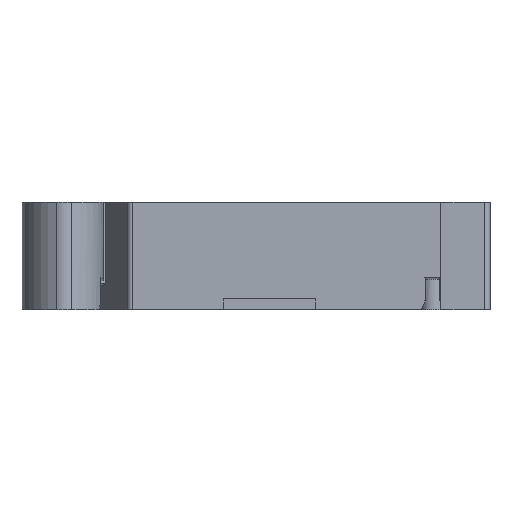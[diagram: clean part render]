
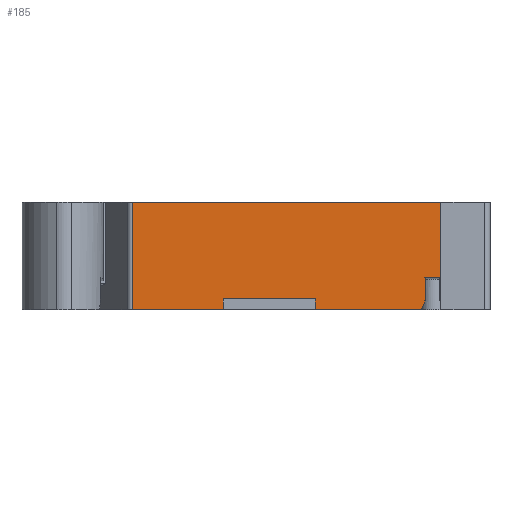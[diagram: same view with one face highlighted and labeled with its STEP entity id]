
A CAD part, front view. The second image highlights one B-rep face of the part: STEP entity #185.
In plain terms, the highlighted planar face has unit normal (0, -1, 0).
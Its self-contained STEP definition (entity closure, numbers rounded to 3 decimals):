
#185=ADVANCED_FACE('',(#394),#307,.T.);
#307=PLANE('',#2559);
#394=FACE_OUTER_BOUND('',#519,.T.);
#519=EDGE_LOOP('',(#762,#763,#764,#765,#766,#767,#768,#769,#770,#771,#772,
#773,#774,#775));
#762=ORIENTED_EDGE('',*,*,#1658,.T.);
#763=ORIENTED_EDGE('',*,*,#1706,.T.);
#764=ORIENTED_EDGE('',*,*,#1707,.F.);
#765=ORIENTED_EDGE('',*,*,#1708,.F.);
#766=ORIENTED_EDGE('',*,*,#1616,.T.);
#767=ORIENTED_EDGE('',*,*,#1665,.T.);
#768=ORIENTED_EDGE('',*,*,#1709,.T.);
#769=ORIENTED_EDGE('',*,*,#1674,.F.);
#770=ORIENTED_EDGE('',*,*,#1613,.T.);
#771=ORIENTED_EDGE('',*,*,#1710,.T.);
#772=ORIENTED_EDGE('',*,*,#1711,.F.);
#773=ORIENTED_EDGE('',*,*,#1712,.T.);
#774=ORIENTED_EDGE('',*,*,#1713,.F.);
#775=ORIENTED_EDGE('',*,*,#1714,.T.);
#1370=VERTEX_POINT('',#3467);
#1371=VERTEX_POINT('',#3469);
#1372=VERTEX_POINT('',#3472);
#1373=VERTEX_POINT('',#3474);
#1414=VERTEX_POINT('',#3556);
#1415=VERTEX_POINT('',#3558);
#1420=VERTEX_POINT('',#3571);
#1429=VERTEX_POINT('',#3592);
#1451=VERTEX_POINT('',#3655);
#1452=VERTEX_POINT('',#3659);
#1453=VERTEX_POINT('',#3663);
#1454=VERTEX_POINT('',#3665);
#1455=VERTEX_POINT('',#3667);
#1456=VERTEX_POINT('',#3669);
#1613=EDGE_CURVE('',#1371,#1370,#1975,.T.);
#1616=EDGE_CURVE('',#1373,#1372,#1978,.T.);
#1658=EDGE_CURVE('',#1415,#1414,#2004,.T.);
#1665=EDGE_CURVE('',#1372,#1420,#2011,.T.);
#1674=EDGE_CURVE('',#1371,#1429,#2020,.T.);
#1706=EDGE_CURVE('',#1414,#1451,#2049,.T.);
#1707=EDGE_CURVE('',#1452,#1451,#2050,.T.);
#1708=EDGE_CURVE('',#1373,#1452,#2051,.T.);
#1709=EDGE_CURVE('',#1420,#1429,#2052,.T.);
#1710=EDGE_CURVE('',#1370,#1453,#2053,.T.);
#1711=EDGE_CURVE('',#1454,#1453,#2054,.T.);
#1712=EDGE_CURVE('',#1454,#1455,#2055,.T.);
#1713=EDGE_CURVE('',#1456,#1455,#2056,.T.);
#1714=EDGE_CURVE('',#1456,#1415,#2057,.T.);
#1975=LINE('',#3468,#2255);
#1978=LINE('',#3473,#2258);
#2004=LINE('',#3557,#2284);
#2011=LINE('',#3572,#2291);
#2020=LINE('',#3591,#2300);
#2049=LINE('',#3656,#2329);
#2050=LINE('',#3658,#2330);
#2051=LINE('',#3660,#2331);
#2052=LINE('',#3661,#2332);
#2053=LINE('',#3662,#2333);
#2054=LINE('',#3664,#2334);
#2055=LINE('',#3666,#2335);
#2056=LINE('',#3668,#2336);
#2057=LINE('',#3670,#2337);
#2255=VECTOR('',#2757,1.);
#2258=VECTOR('',#2760,1.);
#2284=VECTOR('',#2818,1.);
#2291=VECTOR('',#2829,1.);
#2300=VECTOR('',#2842,1.);
#2329=VECTOR('',#2897,1.);
#2330=VECTOR('',#2900,1.);
#2331=VECTOR('',#2901,1.);
#2332=VECTOR('',#2902,1.);
#2333=VECTOR('',#2903,1.);
#2334=VECTOR('',#2904,1.);
#2335=VECTOR('',#2905,1.);
#2336=VECTOR('',#2906,1.);
#2337=VECTOR('',#2907,1.);
#2559=AXIS2_PLACEMENT_3D('',#3671,#2908,#2909);
#2757=DIRECTION('',(1.,0.,0.));
#2760=DIRECTION('',(1.,0.,0.));
#2818=DIRECTION('',(1.,0.,0.));
#2829=DIRECTION('',(0.,0.,1.));
#2842=DIRECTION('',(0.,0.,1.));
#2897=DIRECTION('',(0.,0.,1.));
#2900=DIRECTION('',(1.,0.,0.));
#2901=DIRECTION('',(0.,0.,1.));
#2902=DIRECTION('',(1.,0.,0.));
#2903=DIRECTION('',(0.469,0.,0.883));
#2904=DIRECTION('',(0.,0.,-1.));
#2905=DIRECTION('',(1.,0.,0.));
#2906=DIRECTION('',(0.,0.,1.));
#2907=DIRECTION('',(0.469,0.,-0.883));
#2908=DIRECTION('',(0.,-1.,0.));
#2909=DIRECTION('',(-1.,0.,0.));
#3467=CARTESIAN_POINT('',(3.815,-13.394,0.));
#3468=CARTESIAN_POINT('',(-6.04,-13.394,0.));
#3469=CARTESIAN_POINT('',(-6.04,-13.394,0.));
#3472=CARTESIAN_POINT('',(-14.64,-13.394,0.));
#3473=CARTESIAN_POINT('',(-23.151,-13.394,0.));
#3474=CARTESIAN_POINT('',(-23.151,-13.394,0.));
#3556=CARTESIAN_POINT('',(7.21,-13.394,0.));
#3557=CARTESIAN_POINT('',(6.005,-13.394,0.));
#3558=CARTESIAN_POINT('',(6.005,-13.394,0.));
#3571=CARTESIAN_POINT('',(-14.64,-13.394,1.));
#3572=CARTESIAN_POINT('',(-14.64,-13.394,0.));
#3591=CARTESIAN_POINT('',(-6.04,-13.394,0.));
#3592=CARTESIAN_POINT('',(-6.04,-13.394,1.));
#3655=CARTESIAN_POINT('',(7.21,-13.394,10.));
#3656=CARTESIAN_POINT('',(7.21,-13.394,0.));
#3658=CARTESIAN_POINT('',(-23.151,-13.394,10.));
#3659=CARTESIAN_POINT('',(-23.151,-13.394,10.));
#3660=CARTESIAN_POINT('',(-23.151,-13.394,0.));
#3661=CARTESIAN_POINT('',(-14.64,-13.394,1.));
#3662=CARTESIAN_POINT('',(3.815,-13.394,0.));
#3663=CARTESIAN_POINT('',(4.24,-13.394,0.8));
#3664=CARTESIAN_POINT('',(4.24,-13.394,3.));
#3665=CARTESIAN_POINT('',(4.24,-13.394,3.));
#3666=CARTESIAN_POINT('',(4.24,-13.394,3.));
#3667=CARTESIAN_POINT('',(5.581,-13.394,3.));
#3668=CARTESIAN_POINT('',(5.581,-13.394,0.8));
#3669=CARTESIAN_POINT('',(5.581,-13.394,0.8));
#3670=CARTESIAN_POINT('',(5.581,-13.394,0.8));
#3671=CARTESIAN_POINT('',(-23.151,-13.394,0.));
